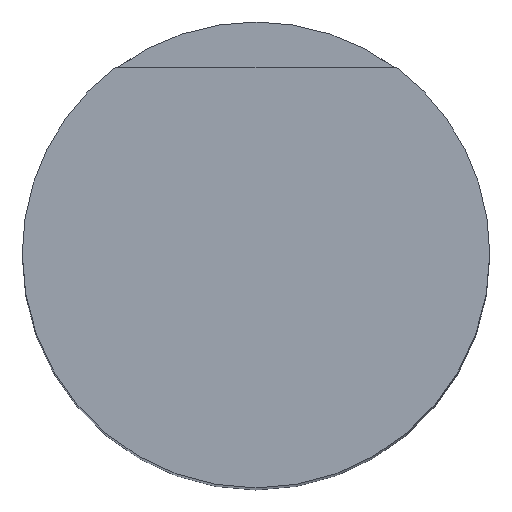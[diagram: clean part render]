
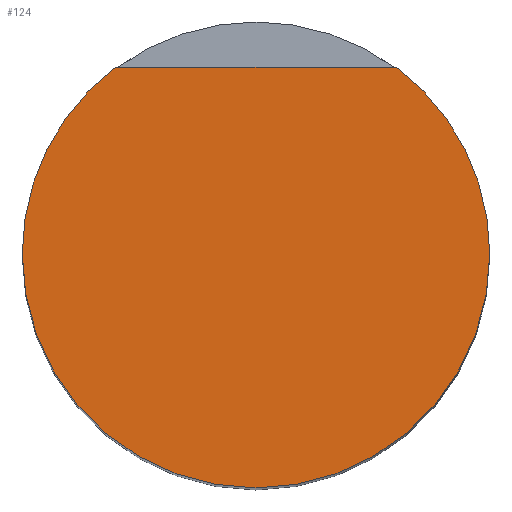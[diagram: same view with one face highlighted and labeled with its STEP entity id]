
A CAD part, top view. The second image highlights one B-rep face of the part: STEP entity #124.
In plain terms, the highlighted planar face has unit normal (0, 0, 1).
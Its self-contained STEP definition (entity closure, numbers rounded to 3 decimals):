
#114=PLANE('',#295);
#124=ADVANCED_FACE('',(#140),#114,.T.);
#140=FACE_OUTER_BOUND('',#152,.T.);
#152=EDGE_LOOP('',(#186,#187,#188,#189));
#163=CIRCLE('',#288,3.);
#165=CIRCLE('',#290,3.);
#167=CIRCLE('',#293,3.);
#186=ORIENTED_EDGE('',*,*,#248,.F.);
#187=ORIENTED_EDGE('',*,*,#241,.T.);
#188=ORIENTED_EDGE('',*,*,#247,.T.);
#189=ORIENTED_EDGE('',*,*,#245,.T.);
#223=VERTEX_POINT('',#376);
#225=VERTEX_POINT('',#380);
#226=VERTEX_POINT('',#382);
#229=VERTEX_POINT('',#388);
#241=EDGE_CURVE('',#226,#225,#163,.T.);
#245=EDGE_CURVE('',#223,#229,#165,.T.);
#247=EDGE_CURVE('',#225,#223,#167,.T.);
#248=EDGE_CURVE('',#226,#229,#266,.T.);
#266=LINE('',#394,#278);
#278=VECTOR('',#333,1.);
#288=AXIS2_PLACEMENT_3D('',#381,#317,#318);
#290=AXIS2_PLACEMENT_3D('',#389,#323,#324);
#293=AXIS2_PLACEMENT_3D('',#392,#329,#330);
#295=AXIS2_PLACEMENT_3D('',#395,#334,#335);
#317=DIRECTION('',(0.,0.,1.));
#318=DIRECTION('',(1.,0.,0.));
#323=DIRECTION('',(0.,0.,1.));
#324=DIRECTION('',(1.,0.,0.));
#329=DIRECTION('',(0.,0.,1.));
#330=DIRECTION('',(1.,0.,0.));
#333=DIRECTION('',(1.,0.,0.));
#334=DIRECTION('',(0.,0.,1.));
#335=DIRECTION('',(-1.,0.,0.));
#376=CARTESIAN_POINT('',(3.,0.,15.5));
#380=CARTESIAN_POINT('',(-3.,0.,15.5));
#381=CARTESIAN_POINT('',(0.,0.,15.5));
#382=CARTESIAN_POINT('',(-1.8,2.4,15.5));
#388=CARTESIAN_POINT('',(1.8,2.4,15.5));
#389=CARTESIAN_POINT('',(0.,0.,15.5));
#392=CARTESIAN_POINT('',(0.,0.,15.5));
#394=CARTESIAN_POINT('',(0.,2.4,15.5));
#395=CARTESIAN_POINT('',(0.,0.,15.5));
